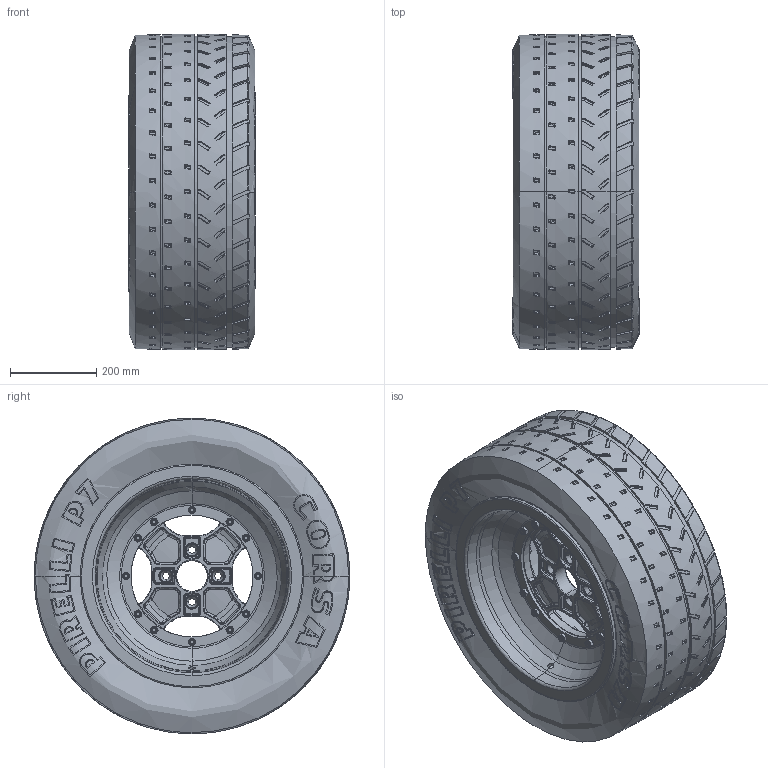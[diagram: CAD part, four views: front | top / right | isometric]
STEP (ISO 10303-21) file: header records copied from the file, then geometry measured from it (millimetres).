
FILE_DESCRIPTION(('FreeCAD Model'),'2;1');
FILE_NAME('Open CASCADE Shape Model','2025-05-04T09:29:52',('FreeCAD'),( 'FreeCAD'),'Open CASCADE STEP processor 7.6','FreeCAD','Unknown');
FILE_SCHEMA(('AUTOMOTIVE_DESIGN { 1 0 10303 214 1 1 1 1 }'));
Products named in the file (1): Open CASCADE STEP translator 7.6 1
Bounding box: 294.82 x 731.38 x 731.4 mm (x, y, z)
Volume: 22366786.3 mm3; surface area: 3595745.8 mm2
Topology: 31 solids, 31 shells, 7307 faces, 18447 edges, 10867 vertices
Faces by surface type: bspline 7307
Entity records: 297112 total; most frequent: CARTESIAN_POINT 195092, ORIENTED_EDGE 35758, EDGE_CURVE 17879, B_SPLINE_CURVE_WITH_KNOTS 13051, VERTEX_POINT 10867, FACE_BOUND 7644, EDGE_LOOP 7644, ADVANCED_FACE 7307
